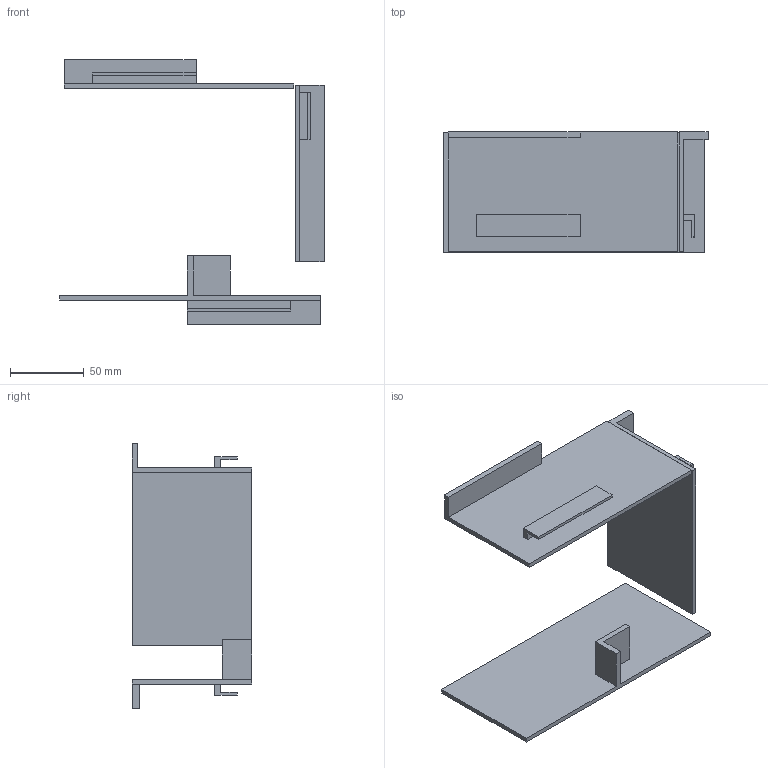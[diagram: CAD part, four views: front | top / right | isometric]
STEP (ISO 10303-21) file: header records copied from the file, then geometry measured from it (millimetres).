
FILE_DESCRIPTION(/* description */ (''),/* implementation_level */ '2;1');
FILE_NAME(/* name */ 'Walls.step',/* time_stamp */ '2025-06-15T12:33:49Z',/* author */ (''),/* organization */ (''),/* preprocessor_version */ 'ST-DEVELOPER v20.1',/* originating_system */ 'Autodesk Translation Framework v14.10.0.0',/* authorisation */ '');
FILE_SCHEMA (('AUTOMOTIVE_DESIGN { 1 0 10303 214 3 1 1 }'));
Length unit declared in the file: millimetre
Products named in the file (3): Walls; UpperHalf; EnclosureForFloat_Lower
Assembly tree (2 placements, depth 3):
  Walls
    UpperHalf
      EnclosureForFloat_Lower
Bounding box: 178.5 x 81 x 179 mm (x, y, z)
Volume: 146253.5 mm3; surface area: 96665.3 mm2
Topology: 3 solids, 3 shells, 55 faces, 137 edges, 91 vertices
Faces by surface type: plane 55
Entity records: 1663 total; most frequent: CARTESIAN_POINT 288, ORIENTED_EDGE 274, DIRECTION 257, LINE 137, VECTOR 137, EDGE_CURVE 137, VERTEX_POINT 91, AXIS2_PLACEMENT_3D 60
